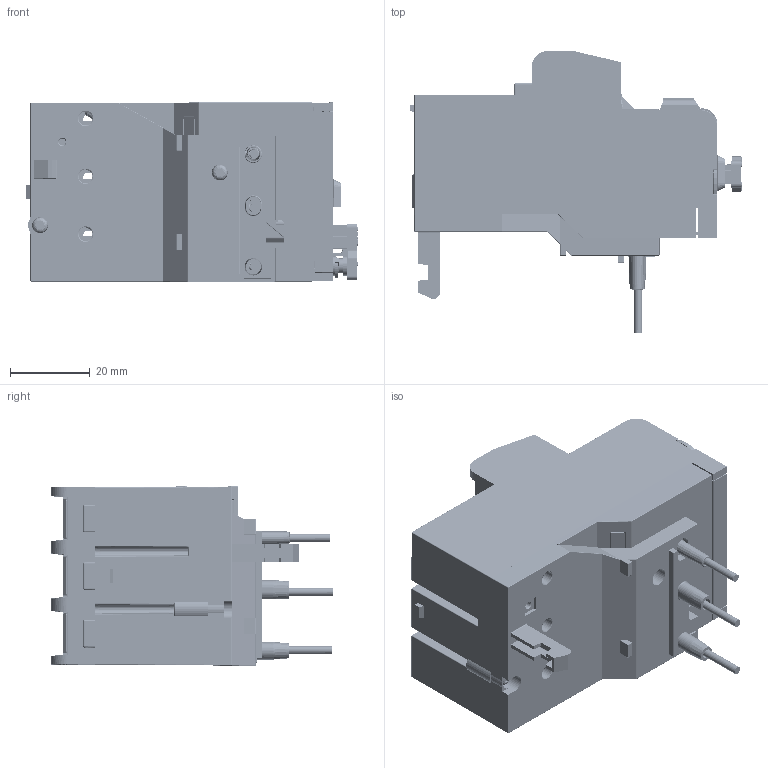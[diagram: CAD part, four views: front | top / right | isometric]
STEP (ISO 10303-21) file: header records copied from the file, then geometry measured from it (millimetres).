
FILE_DESCRIPTION((''),'2;1');
FILE_NAME('12R10002X01 - 320-B2 Body.stp','2015-05-26T11:53:23',('rshanor'),(''),'Autodesk Inventor 2013','Autodesk Inventor 2013','');
FILE_SCHEMA(('AUTOMOTIVE_DESIGN { 1 2 10303 214 0 1 1 1 }'));
Length unit declared in the file: millimetre
Products named in the file (1): 12R10002X01
Bounding box: 83.3 x 70.66 x 45.12 mm (x, y, z)
Surface area: 68180.4 mm2 (no closed solid volume)
Topology: 0 solids, 38 shells, 6686 faces, 17412 edges, 10704 vertices
Faces by surface type: plane 2729, cylinder 2070, bspline 912, sphere 401, torus 390, cone 184
Full cylindrical faces by diameter (mm): 0.5 x2, 0.8 x1, 1.6 x1, 1.7 x1, 1.75 x1, 1.8 x2, 2 x54, 2.1 x2, 2.2 x3, 2.4 x1, 2.45 x1, 2.5 x6, 2.8 x1, 2.9 x1, 3 x7, 3.5 x3, 3.65 x1, 3.9 x7, 4 x2, 4.1 x1, 4.35 x1, 4.4 x3, 4.45 x1, 4.5 x4, 4.95 x1, 5.2 x1, 6 x8, 6.25 x1, 6.6 x4, 7 x6
Entity records: 315792 total; most frequent: CARTESIAN_POINT 152303, ORIENTED_EDGE 33620, DIRECTION 31845, EDGE_CURVE 16810, AXIS2_PLACEMENT_3D 11415, VERTEX_POINT 10506, VECTOR 9015, LINE 9015
